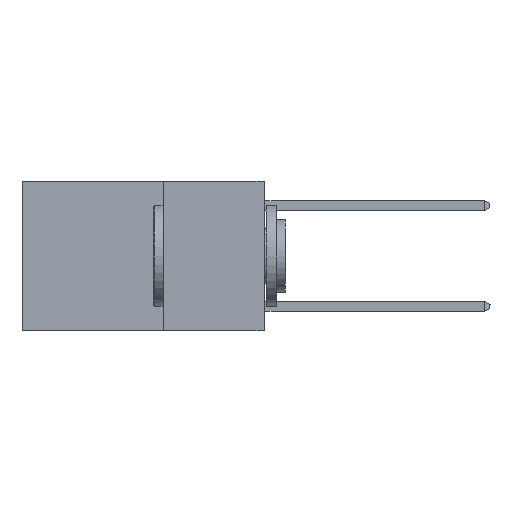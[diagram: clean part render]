
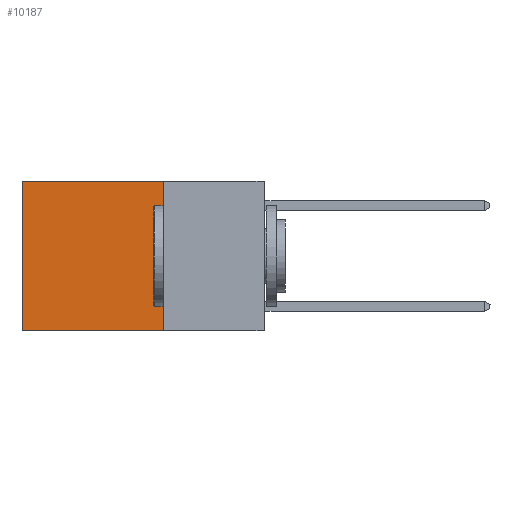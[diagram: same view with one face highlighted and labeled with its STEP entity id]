
A CAD part, left-side view. The second image highlights one B-rep face of the part: STEP entity #10187.
In plain terms, the highlighted planar face has unit normal (-1, 0, 0).
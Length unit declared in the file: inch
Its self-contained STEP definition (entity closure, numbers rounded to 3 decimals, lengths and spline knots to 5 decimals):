
#186 = CARTESIAN_POINT ( 'NONE',  ( 0.2625, 0.6, 0. ) ) ;
#625 = DIRECTION ( 'NONE',  ( 0., 1., 0. ) ) ;
#2681 = VERTEX_POINT ( 'NONE', #186 ) ;
#2872 = EDGE_CURVE ( 'NONE', #6926, #13876, #15504, .T. ) ;
#3167 = EDGE_CURVE ( 'NONE', #2681, #13876, #3259, .T. ) ;
#3259 = LINE ( 'NONE', #14191, #13984 ) ;
#3384 = ORIENTED_EDGE ( 'NONE', *, *, #2872, .F. ) ;
#3456 = VERTEX_POINT ( 'NONE', #7821 ) ;
#3630 = CARTESIAN_POINT ( 'NONE',  ( 0.2625, 0.25, 0. ) ) ;
#4138 = CARTESIAN_POINT ( 'NONE',  ( 0.2625, 0.25, -0.37 ) ) ;
#4176 = DIRECTION ( 'NONE',  ( 0., 0., -1. ) ) ;
#4606 = VECTOR ( 'NONE', #16151, 39.37008 ) ;
#5437 = FACE_OUTER_BOUND ( 'NONE', #16889, .T. ) ;
#5855 = DIRECTION ( 'NONE',  ( 0., 0., -1. ) ) ;
#6471 = DIRECTION ( 'NONE',  ( 0., 0., -1. ) ) ;
#6926 = VERTEX_POINT ( 'NONE', #4138 ) ;
#7821 = CARTESIAN_POINT ( 'NONE',  ( 0.2625, 0.25, 0. ) ) ;
#8140 = VECTOR ( 'NONE', #625, 39.37008 ) ;
#8897 = EDGE_CURVE ( 'NONE', #3456, #2681, #12088, .T. ) ;
#9117 = CARTESIAN_POINT ( 'NONE',  ( 0.2625, 0.25, -0.37 ) ) ;
#9833 = ORIENTED_EDGE ( 'NONE', *, *, #15326, .F. ) ;
#10187 = ADVANCED_FACE ( 'NONE', ( #5437 ), #12078, .F. ) ;
#10213 = VECTOR ( 'NONE', #4176, 39.37008 ) ;
#10621 = CARTESIAN_POINT ( 'NONE',  ( 0.2625, 0.25, 0. ) ) ;
#12078 = PLANE ( 'NONE',  #14585 ) ;
#12088 = LINE ( 'NONE', #10621, #4606 ) ;
#13363 = CARTESIAN_POINT ( 'NONE',  ( 0.2625, 0.6, -0.37 ) ) ;
#13469 = ORIENTED_EDGE ( 'NONE', *, *, #3167, .T. ) ;
#13876 = VERTEX_POINT ( 'NONE', #13363 ) ;
#13942 = CARTESIAN_POINT ( 'NONE',  ( 0.2625, 0.25, 0. ) ) ;
#13984 = VECTOR ( 'NONE', #5855, 39.37008 ) ;
#14191 = CARTESIAN_POINT ( 'NONE',  ( 0.2625, 0.6, 0. ) ) ;
#14585 = AXIS2_PLACEMENT_3D ( 'NONE', #3630, #14779, #6471 ) ;
#14779 = DIRECTION ( 'NONE',  ( 1., 0., 0. ) ) ;
#15326 = EDGE_CURVE ( 'NONE', #3456, #6926, #17612, .T. ) ;
#15410 = ORIENTED_EDGE ( 'NONE', *, *, #8897, .T. ) ;
#15504 = LINE ( 'NONE', #9117, #8140 ) ;
#16151 = DIRECTION ( 'NONE',  ( 0., 1., 0. ) ) ;
#16889 = EDGE_LOOP ( 'NONE', ( #13469, #3384, #9833, #15410 ) ) ;
#17612 = LINE ( 'NONE', #13942, #10213 ) ;
